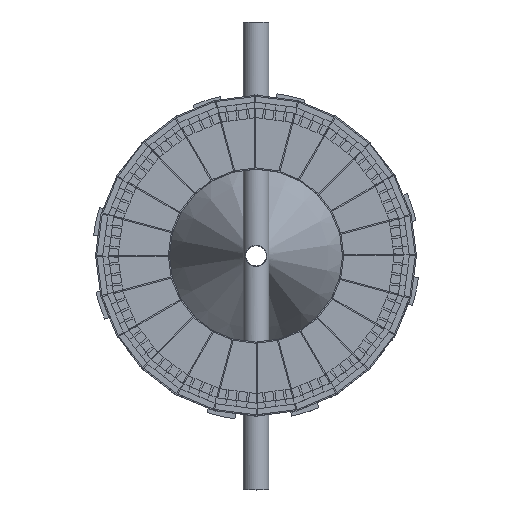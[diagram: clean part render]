
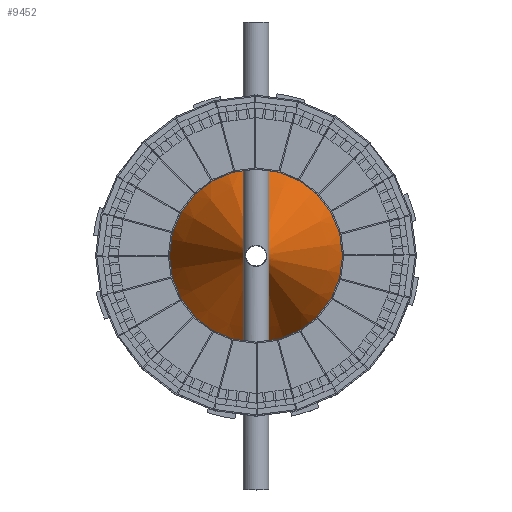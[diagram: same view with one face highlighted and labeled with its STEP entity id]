
A CAD part, top view. The second image highlights one B-rep face of the part: STEP entity #9452.
In plain terms, the highlighted conical face has half-angle 24 degrees and reference radius 9 mm.
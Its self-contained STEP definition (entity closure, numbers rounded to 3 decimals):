
#9398=CARTESIAN_POINT('',(7.898,4.315,-21.0));
#9399=VERTEX_POINT('',#9398);
#9400=CARTESIAN_POINT('',(0.0,0.0,-21.0));
#9401=DIRECTION('',(0.0,0.0,1.0));
#9402=DIRECTION('',(1.0,0.0,0.0));
#9403=AXIS2_PLACEMENT_3D('',#9400,#9401,#9402);
#9404=CIRCLE('',#9403,9.0);
#9405=EDGE_CURVE('',#9399,#9399,#9404,.T.);
#9433=CARTESIAN_POINT('',(0.0,0.0,-21.0));
#9434=DIRECTION('',(0.0,0.0,-1.0));
#9435=DIRECTION('',(0.878,0.479,0.0));
#9436=AXIS2_PLACEMENT_3D('',#9433,#9434,#9435);
#9437=CONICAL_SURFACE('',#9436,9.0,24.);
#9438=ORIENTED_EDGE('',*,*,#9405,.F.);
#9439=EDGE_LOOP('',(#9438));
#9440=FACE_OUTER_BOUND('',#9439,.T.);
#9441=CARTESIAN_POINT('',(70.207,38.354,-180.469));
#9442=VERTEX_POINT('',#9441);
#9443=CARTESIAN_POINT('',(0.0,0.0,-180.469));
#9444=DIRECTION('',(0.0,0.0,-1.0));
#9445=DIRECTION('',(1.0,0.0,0.0));
#9446=AXIS2_PLACEMENT_3D('',#9443,#9444,#9445);
#9447=CIRCLE('',#9446,80.0);
#9448=EDGE_CURVE('',#9442,#9442,#9447,.F.);
#9449=ORIENTED_EDGE('',*,*,#9448,.T.);
#9450=EDGE_LOOP('',(#9449));
#9451=FACE_BOUND('',#9450,.T.);
#9452=ADVANCED_FACE('',(#9440,#9451),#9437,.T.);
